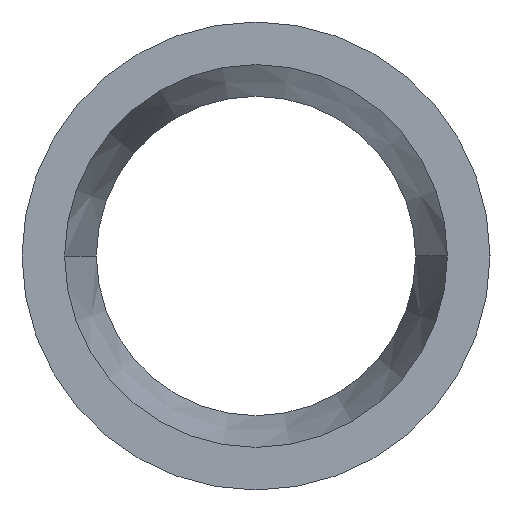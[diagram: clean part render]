
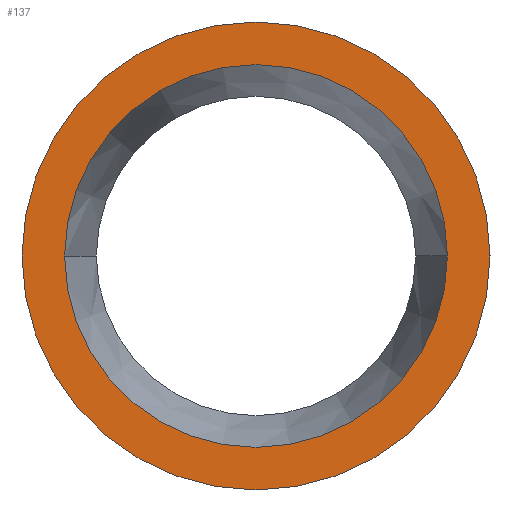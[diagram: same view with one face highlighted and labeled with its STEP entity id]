
A CAD part, left-side view. The second image highlights one B-rep face of the part: STEP entity #137.
In plain terms, the highlighted planar face has unit normal (-1, 0, 0).
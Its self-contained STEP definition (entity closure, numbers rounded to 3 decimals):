
#85 = EDGE_CURVE( '', #171, #169, #219, .T. );
#89 = EDGE_CURVE( '', #169, #171, #223, .T. );
#109 = EDGE_CURVE( '', #155, #199, #246, .T. );
#123 = EDGE_CURVE( '', #199, #155, #262, .T. );
#137 = ADVANCED_FACE( '', ( #278, #279 ), #280, .T. );
#155 = VERTEX_POINT( '', #299 );
#169 = VERTEX_POINT( '', #314 );
#171 = VERTEX_POINT( '', #316 );
#199 = VERTEX_POINT( '', #349 );
#219 = CIRCLE( '', #360, 36.8 );
#223 = CIRCLE( '', #366, 36.8 );
#246 = CIRCLE( '', #398, 45. );
#262 = CIRCLE( '', #417, 45. );
#278 = FACE_BOUND( '', #437, .T. );
#279 = FACE_OUTER_BOUND( '', #438, .T. );
#280 = PLANE( '', #439 );
#299 = CARTESIAN_POINT( '', ( 0., -45., 0. ) );
#314 = CARTESIAN_POINT( '', ( 0., 36.8, 0. ) );
#316 = CARTESIAN_POINT( '', ( 0., -36.8, 0. ) );
#349 = CARTESIAN_POINT( '', ( 0., 45., 0. ) );
#360 = AXIS2_PLACEMENT_3D( '', #530, #531, #532 );
#366 = AXIS2_PLACEMENT_3D( '', #536, #537, #538 );
#398 = AXIS2_PLACEMENT_3D( '', #577, #578, #579 );
#417 = AXIS2_PLACEMENT_3D( '', #597, #598, #599 );
#437 = EDGE_LOOP( '', ( #624, #625 ) );
#438 = EDGE_LOOP( '', ( #626, #627 ) );
#439 = AXIS2_PLACEMENT_3D( '', #628, #629, #630 );
#530 = CARTESIAN_POINT( '', ( 0., 0., 0. ) );
#531 = DIRECTION( '', ( -1., 0., 0. ) );
#532 = DIRECTION( '', ( 0., 1., 0. ) );
#536 = CARTESIAN_POINT( '', ( 0., 0., 0. ) );
#537 = DIRECTION( '', ( -1., 0., 0. ) );
#538 = DIRECTION( '', ( 0., 1., 0. ) );
#577 = CARTESIAN_POINT( '', ( 0., 0., 0. ) );
#578 = DIRECTION( '', ( -1., 0., 0. ) );
#579 = DIRECTION( '', ( 0., 1., 0. ) );
#597 = CARTESIAN_POINT( '', ( 0., 0., 0. ) );
#598 = DIRECTION( '', ( -1., 0., 0. ) );
#599 = DIRECTION( '', ( 0., 1., 0. ) );
#624 = ORIENTED_EDGE( '', *, *, #89, .F. );
#625 = ORIENTED_EDGE( '', *, *, #85, .F. );
#626 = ORIENTED_EDGE( '', *, *, #123, .T. );
#627 = ORIENTED_EDGE( '', *, *, #109, .T. );
#628 = CARTESIAN_POINT( '', ( 0., 40.9, 0. ) );
#629 = DIRECTION( '', ( -1., 0., 0. ) );
#630 = DIRECTION( '', ( 0., 1., 0. ) );
